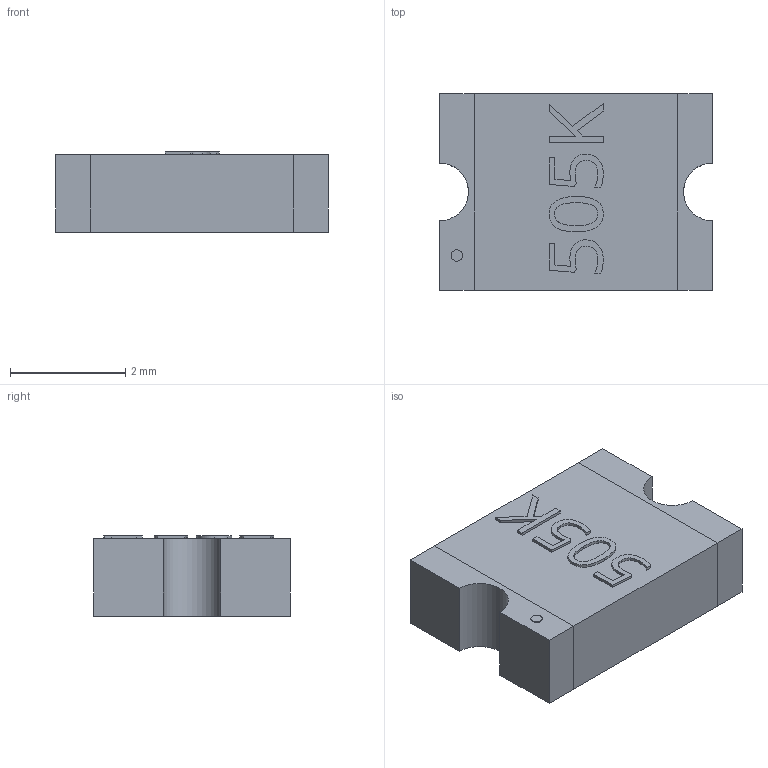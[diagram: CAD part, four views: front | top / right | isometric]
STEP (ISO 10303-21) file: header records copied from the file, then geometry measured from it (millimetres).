
FILE_DESCRIPTION(('FreeCAD Model'),'2;1');
FILE_NAME('F1812-505k.step', '2016-06-05T18:59:14',('Author'),(''), 'Open CASCADE STEP processor 6.8','FreeCAD','Unknown');
FILE_SCHEMA(('AUTOMOTIVE_DESIGN_CC2 { 1 2 10303 214 -1 1 5 4 }'));
Length unit declared in the file: inch
Products named in the file (6): ASSEMBLY; body; left-pad; mark; Text; right-pad001
Assembly tree (5 placements, depth 2):
  ASSEMBLY
    body
    left-pad
    mark
    Text
    right-pad001
Bounding box: 4.73 x 3.41 x 1.39 mm (x, y, z)
Volume: 20.6 mm3; surface area: 75 mm2
Topology: 8 solids, 8 shells, 99 faces, 249 edges, 166 vertices
Faces by surface type: bspline 74, plane 22, cylinder 3
Full cylindrical faces by diameter (mm): 0.2 x1
Entity records: 6141 total; most frequent: CARTESIAN_POINT 2246, B_SPLINE_CURVE_WITH_KNOTS 594, ORIENTED_EDGE 498, PCURVE 498, DEFINITIONAL_REPRESENTATION 498, EDGE_CURVE 249, SURFACE_CURVE 248, DIRECTION 219
